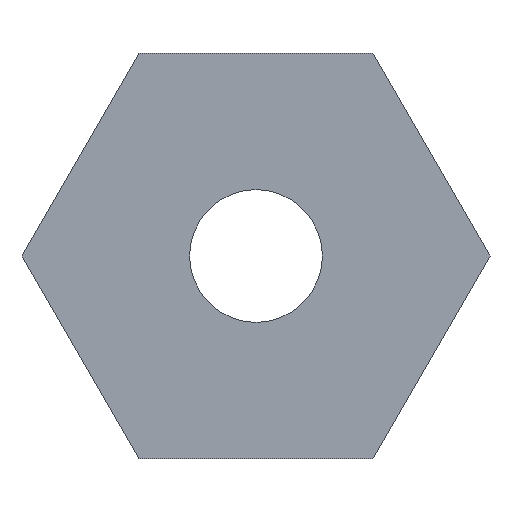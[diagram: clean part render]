
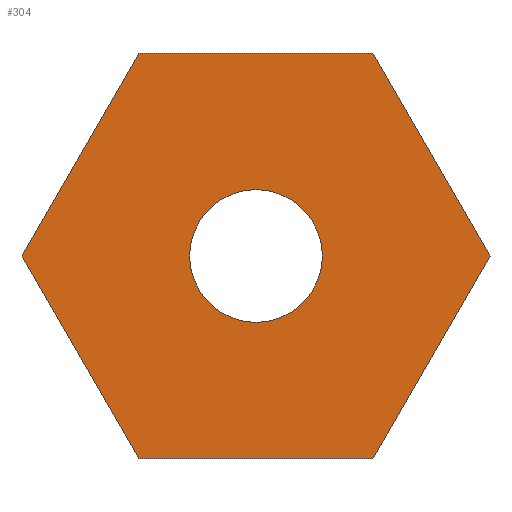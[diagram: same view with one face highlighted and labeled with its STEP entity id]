
A CAD part, front view. The second image highlights one B-rep face of the part: STEP entity #304.
In plain terms, the highlighted free-form (B-spline) face has degree [1, 1] with [2, 2] control points.
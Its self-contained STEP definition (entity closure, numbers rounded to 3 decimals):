
#20=LINE('',#414,#58);
#21=LINE('',#417,#59);
#22=LINE('',#419,#60);
#23=LINE('',#421,#61);
#24=LINE('',#423,#62);
#25=LINE('',#425,#63);
#58=VECTOR('',#353,1000.);
#59=VECTOR('',#354,1000.);
#60=VECTOR('',#355,1000.);
#61=VECTOR('',#356,1000.);
#62=VECTOR('',#357,1000.);
#63=VECTOR('',#358,1000.);
#98=ORIENTED_EDGE('',*,*,#182,.F.);
#99=ORIENTED_EDGE('',*,*,#183,.F.);
#100=ORIENTED_EDGE('',*,*,#184,.T.);
#101=ORIENTED_EDGE('',*,*,#185,.T.);
#102=ORIENTED_EDGE('',*,*,#186,.T.);
#103=ORIENTED_EDGE('',*,*,#187,.T.);
#104=ORIENTED_EDGE('',*,*,#188,.T.);
#105=ORIENTED_EDGE('',*,*,#189,.T.);
#182=EDGE_CURVE('',#224,#225,#246,.T.);
#183=EDGE_CURVE('',#225,#224,#247,.T.);
#184=EDGE_CURVE('',#226,#227,#20,.T.);
#185=EDGE_CURVE('',#227,#228,#21,.T.);
#186=EDGE_CURVE('',#228,#229,#22,.T.);
#187=EDGE_CURVE('',#229,#230,#23,.T.);
#188=EDGE_CURVE('',#230,#231,#24,.T.);
#189=EDGE_CURVE('',#231,#226,#25,.T.);
#224=VERTEX_POINT('',#411);
#225=VERTEX_POINT('',#412);
#226=VERTEX_POINT('',#415);
#227=VERTEX_POINT('',#416);
#228=VERTEX_POINT('',#418);
#229=VERTEX_POINT('',#420);
#230=VERTEX_POINT('',#422);
#231=VERTEX_POINT('',#424);
#246=CIRCLE('',#335,2.);
#247=CIRCLE('',#336,2.);
#250=EDGE_LOOP('',(#98,#99));
#251=EDGE_LOOP('',(#100,#101,#102,#103,#104,#105));
#270=FACE_BOUND('',#250,.T.);
#271=FACE_BOUND('',#251,.T.);
#289=B_SPLINE_SURFACE_WITH_KNOTS('',1,1,((#406,#407),(#408,#409)),
 .PLANE_SURF.,.F.,.F.,.F.,(2,2),(2,2),(0.,1.),(0.,1.),.UNSPECIFIED.);
#304=ADVANCED_FACE('',(#270,#271),#289,.T.);
#335=AXIS2_PLACEMENT_3D('',#410,#349,#350);
#336=AXIS2_PLACEMENT_3D('',#413,#351,#352);
#349=DIRECTION('',(0.,-1.,0.));
#350=DIRECTION('',(1.,0.,0.));
#351=DIRECTION('',(0.,-1.,0.));
#352=DIRECTION('',(1.,0.,0.));
#353=DIRECTION('',(0.5,0.,-0.866));
#354=DIRECTION('',(1.,0.,0.));
#355=DIRECTION('',(0.5,0.,0.866));
#356=DIRECTION('',(-0.5,0.,0.866));
#357=DIRECTION('',(-1.,0.,0.));
#358=DIRECTION('',(-0.5,0.,-0.866));
#406=CARTESIAN_POINT('',(-7.848,0.,-6.716));
#407=CARTESIAN_POINT('',(-7.848,0.,6.716));
#408=CARTESIAN_POINT('',(7.848,0.,-6.716));
#409=CARTESIAN_POINT('',(7.848,0.,6.716));
#410=CARTESIAN_POINT('',(0.,0.,0.));
#411=CARTESIAN_POINT('',(-2.,0.,0.));
#412=CARTESIAN_POINT('',(2.,0.,0.));
#413=CARTESIAN_POINT('',(0.,0.,0.));
#414=CARTESIAN_POINT('',(-5.288,0.,-3.053));
#415=CARTESIAN_POINT('',(-7.05,0.,0.));
#416=CARTESIAN_POINT('',(-3.525,0.,-6.105));
#417=CARTESIAN_POINT('',(0.,0.,-6.105));
#418=CARTESIAN_POINT('',(3.525,0.,-6.105));
#419=CARTESIAN_POINT('',(5.288,0.,-3.053));
#420=CARTESIAN_POINT('',(7.05,0.,0.));
#421=CARTESIAN_POINT('',(5.288,0.,3.053));
#422=CARTESIAN_POINT('',(3.525,0.,6.105));
#423=CARTESIAN_POINT('',(0.,0.,6.105));
#424=CARTESIAN_POINT('',(-3.525,0.,6.105));
#425=CARTESIAN_POINT('',(-5.288,0.,3.053));
